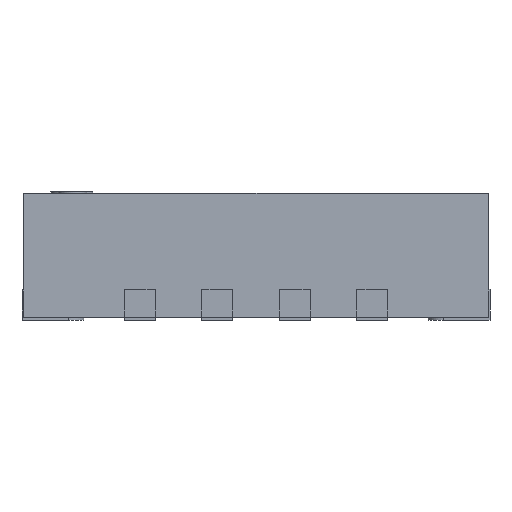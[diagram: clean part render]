
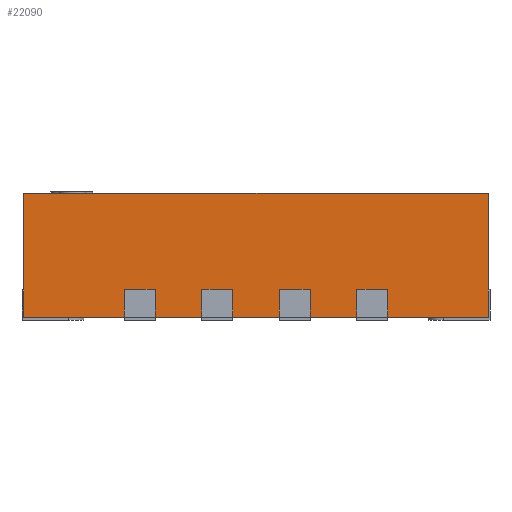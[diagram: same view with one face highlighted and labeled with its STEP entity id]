
A CAD part, left-side view. The second image highlights one B-rep face of the part: STEP entity #22090.
In plain terms, the highlighted planar face has unit normal (-1, 0, 0).
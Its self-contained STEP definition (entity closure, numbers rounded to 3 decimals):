
#1191 = DIRECTION ( 'NONE',  ( 0., 0., -1. ) ) ;
#1393 = VECTOR ( 'NONE', #21387, 1000. ) ;
#1769 = VERTEX_POINT ( 'NONE', #10991 ) ;
#3547 = DIRECTION ( 'NONE',  ( 1., 0., 0. ) ) ;
#3595 = VERTEX_POINT ( 'NONE', #24318 ) ;
#5052 = CARTESIAN_POINT ( 'NONE',  ( -2.5, 1.5, 0.03 ) ) ;
#5664 = DIRECTION ( 'NONE',  ( 0., -1., 0. ) ) ;
#6192 = EDGE_CURVE ( 'NONE', #3595, #1769, #10781, .T. ) ;
#6874 = DIRECTION ( 'NONE',  ( 0., 1., 0. ) ) ;
#6934 = CARTESIAN_POINT ( 'NONE',  ( -2.5, -1.5, 0.83 ) ) ;
#7264 = FACE_OUTER_BOUND ( 'NONE', #10048, .T. ) ;
#9445 = ORIENTED_EDGE ( 'NONE', *, *, #16666, .F. ) ;
#10048 = EDGE_LOOP ( 'NONE', ( #22449, #9445, #22546, #13362 ) ) ;
#10136 = CARTESIAN_POINT ( 'NONE',  ( -2.5, -1.5, 0.03 ) ) ;
#10781 = LINE ( 'NONE', #18796, #20308 ) ;
#10991 = CARTESIAN_POINT ( 'NONE',  ( -2.5, 1.5, 0.03 ) ) ;
#12422 = VECTOR ( 'NONE', #5664, 1000. ) ;
#12729 = DIRECTION ( 'NONE',  ( 0., -1., 0. ) ) ;
#13362 = ORIENTED_EDGE ( 'NONE', *, *, #6192, .T. ) ;
#13376 = VECTOR ( 'NONE', #12729, 1000. ) ;
#13743 = LINE ( 'NONE', #15974, #12422 ) ;
#14231 = AXIS2_PLACEMENT_3D ( 'NONE', #19111, #3547, #6874 ) ;
#15751 = LINE ( 'NONE', #17922, #1393 ) ;
#15974 = CARTESIAN_POINT ( 'NONE',  ( -2.5, 1.5, 0.83 ) ) ;
#16666 = EDGE_CURVE ( 'NONE', #23061, #20725, #15751, .T. ) ;
#16849 = EDGE_CURVE ( 'NONE', #3595, #23061, #13743, .T. ) ;
#17922 = CARTESIAN_POINT ( 'NONE',  ( -2.5, -1.5, 0.83 ) ) ;
#18017 = EDGE_CURVE ( 'NONE', #1769, #20725, #24290, .T. ) ;
#18722 = PLANE ( 'NONE',  #14231 ) ;
#18796 = CARTESIAN_POINT ( 'NONE',  ( -2.5, 1.5, 0.83 ) ) ;
#19111 = CARTESIAN_POINT ( 'NONE',  ( -2.5, 1.5, 0.83 ) ) ;
#20308 = VECTOR ( 'NONE', #1191, 1000. ) ;
#20725 = VERTEX_POINT ( 'NONE', #10136 ) ;
#21387 = DIRECTION ( 'NONE',  ( 0., 0., -1. ) ) ;
#22090 = ADVANCED_FACE ( 'NONE', ( #7264 ), #18722, .F. ) ;
#22449 = ORIENTED_EDGE ( 'NONE', *, *, #18017, .T. ) ;
#22546 = ORIENTED_EDGE ( 'NONE', *, *, #16849, .F. ) ;
#23061 = VERTEX_POINT ( 'NONE', #6934 ) ;
#24290 = LINE ( 'NONE', #5052, #13376 ) ;
#24318 = CARTESIAN_POINT ( 'NONE',  ( -2.5, 1.5, 0.83 ) ) ;
